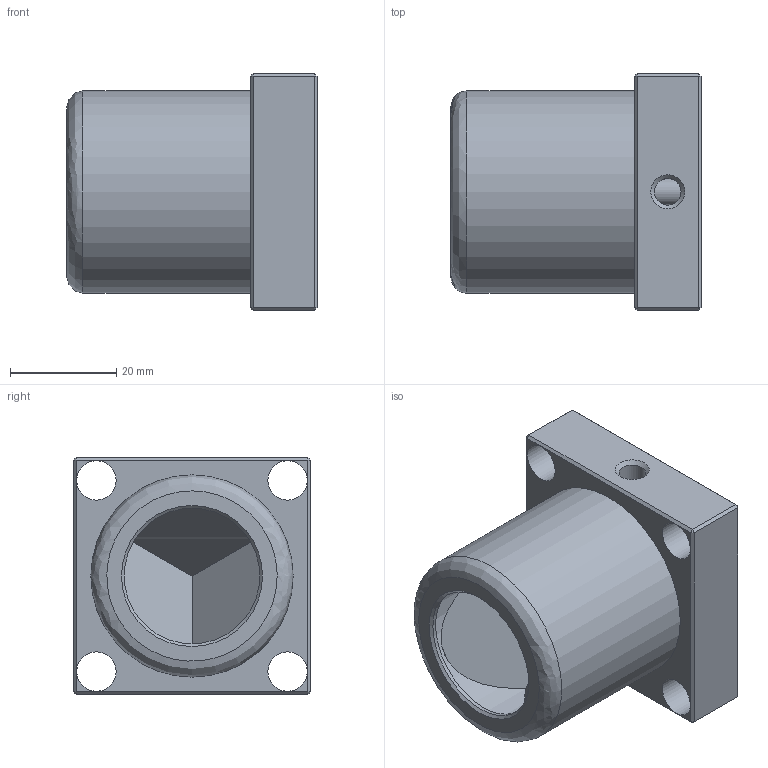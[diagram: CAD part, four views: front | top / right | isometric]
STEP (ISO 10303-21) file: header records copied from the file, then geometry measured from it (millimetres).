
FILE_DESCRIPTION (( 'STEP AP203' ), '1' );
FILE_NAME ('笢諾隙扞ん HR10.STEP', '2025-05-16T03:28:16', ( 'Windows User' ), ( 'P R C' ), 'SwSTEP 2.0', 'SolidWorks 2020', '' );
FILE_SCHEMA (( 'CONFIG_CONTROL_DESIGN' ));
Length unit declared in the file: millimetre
Products named in the file (1): 笢諾隙扞ん HR10
Bounding box: 47 x 44.5 x 44.5 mm (x, y, z)
Surface area: 15784.6 mm2 (no closed solid volume)
Topology: 0 solids, 5 shells, 51 faces, 118 edges, 72 vertices
Faces by surface type: plane 32, cylinder 11, cone 5, bspline 3
Full cylindrical faces by diameter (mm): 3.3 x1, 5 x2, 5.105 x1, 7.4 x4, 25.5 x1, 34.5 x1, 38 x1
Entity records: 2243 total; most frequent: CARTESIAN_POINT 1128, DIRECTION 207, ORIENTED_EDGE 169, EDGE_CURVE 96, EDGE_LOOP 82, AXIS2_PLACEMENT_3D 76, VERTEX_POINT 67, FACE_OUTER_BOUND 63
